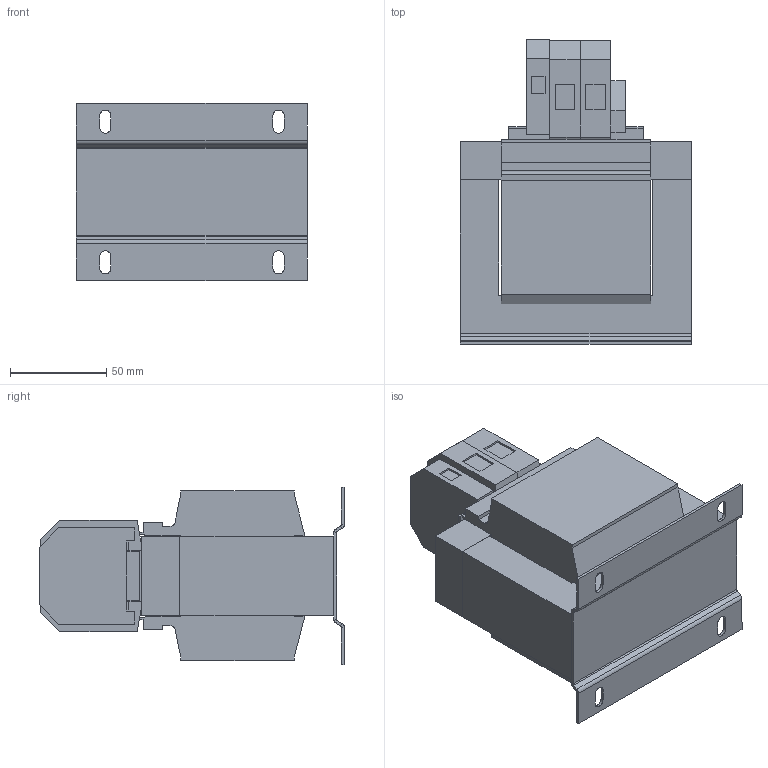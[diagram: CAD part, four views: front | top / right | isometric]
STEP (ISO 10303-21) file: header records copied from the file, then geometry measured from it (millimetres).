
FILE_DESCRIPTION (( 'STEP AP214' ), '1' );
FILE_NAME ('865836.STEP', '2024-04-08T08:40:07', ( '' ), ( '' ), 'SwSTEP 2.0', 'SolidWorks 2022', '' );
FILE_SCHEMA (( 'AUTOMOTIVE_DESIGN' ));
Length unit declared in the file: millimetre
Products named in the file (1): 865836
Bounding box: 120.06 x 158.3 x 92 mm (x, y, z)
Volume: 881741.5 mm3; surface area: 115225.7 mm2
Topology: 1 solids, 1 shells, 278 faces, 707 edges, 442 vertices
Faces by surface type: plane 234, cylinder 44
Entity records: 8237 total; most frequent: CARTESIAN_POINT 1428, ORIENTED_EDGE 1414, DIRECTION 1357, EDGE_CURVE 707, LINE 615, VECTOR 615, VERTEX_POINT 442, AXIS2_PLACEMENT_3D 371
